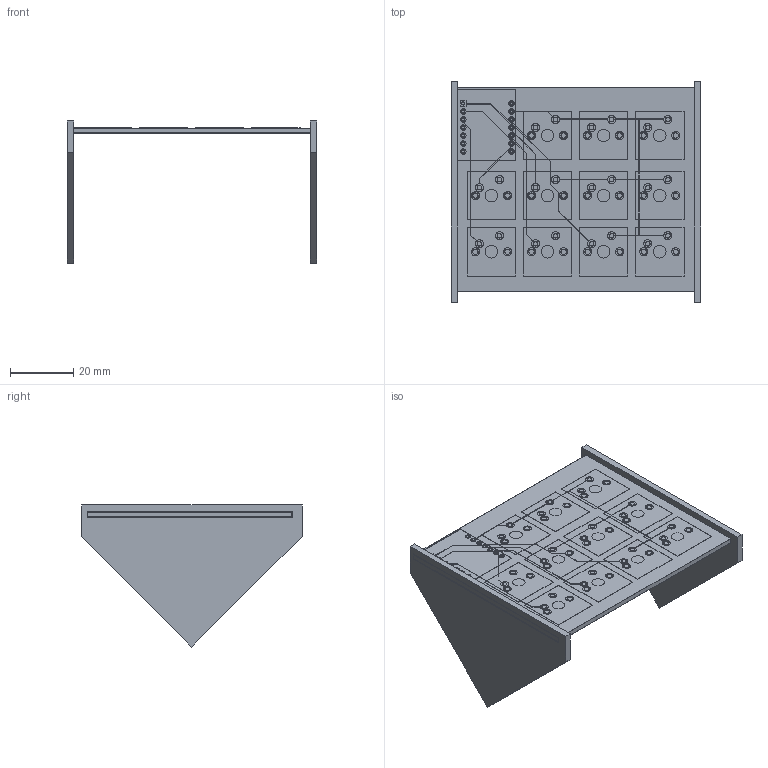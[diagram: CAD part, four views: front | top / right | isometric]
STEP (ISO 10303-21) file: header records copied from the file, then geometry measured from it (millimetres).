
FILE_DESCRIPTION(/* description */ (''),/* implementation_level */ '2;1');
FILE_NAME(/* name */ 'Full Hackpad Case.step',/* time_stamp */ '2024-10-20T15:43:04+11:00',/* author */ (''),/* organization */ (''),/* preprocessor_version */ 'ST-DEVELOPER v20',/* originating_system */ 'Autodesk Translation Framework v13.20.0.188',/* authorisation */ '');
FILE_SCHEMA (('AUTOMOTIVE_DESIGN { 1 0 10303 214 3 1 1 }'));
Length unit declared in the file: millimetre
Products named in the file (10): Hackpad Case; Hackpad; Board; 1-copper; 16-copper; 1-soldermask; 16-soldermask; Packages; XIAO-GENERIC-THRUHOLE-MODULE14P-2.54-21X17.8MM; CHERRY-MX
Assembly tree (19 placements, depth 4):
  Hackpad Case
    Hackpad
      Board
      1-copper
      16-copper
      1-soldermask
      16-soldermask
      Packages
        XIAO-GENERIC-THRUHOLE-MODULE14P-2.54-21X17.8MM
        CHERRY-MX  x11
Bounding box: 79 x 69.76 x 45 mm (x, y, z)
Volume: 15264.8 mm3; surface area: 47220.1 mm2
Topology: 285 solids, 285 shells, 2091 faces, 4563 edges, 3042 vertices
Faces by surface type: cylinder 1071, plane 1020
Full cylindrical faces by diameter (mm): 0.93 x70, 1 x56, 1.43 x110, 1.5 x88, 1.644 x110, 1.714 x88, 4 x33
Entity records: 58672 total; most frequent: DIRECTION 10707, CARTESIAN_POINT 9466, ORIENTED_EDGE 8886, EDGE_CURVE 4443, AXIS2_PLACEMENT_3D 4203, EDGE_LOOP 3029, VERTEX_POINT 2962, LINE 2301
